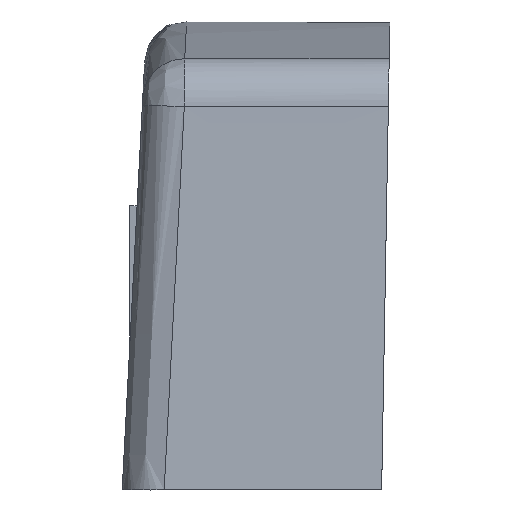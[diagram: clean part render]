
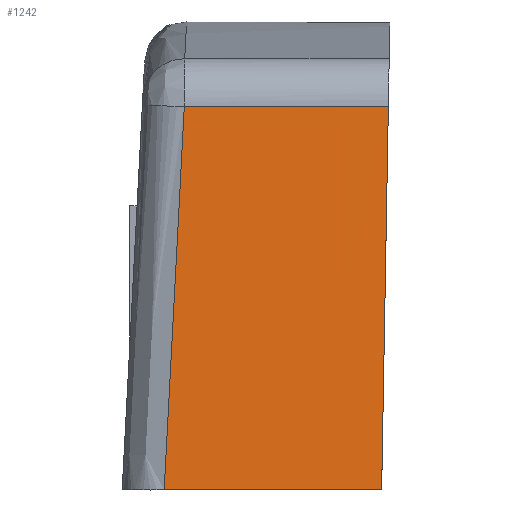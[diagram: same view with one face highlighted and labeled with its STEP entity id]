
A CAD part, front view. The second image highlights one B-rep face of the part: STEP entity #1242.
In plain terms, the highlighted face is a extrusion surface.
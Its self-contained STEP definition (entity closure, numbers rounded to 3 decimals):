
#1=CARTESIAN_POINT('',(-146.471,-20.018,-2.213));
#170=CARTESIAN_POINT('',(-141.303,-20.018,-2.213));
#171=CARTESIAN_POINT('',(-141.285,-19.965,
-1.184));
#172=CARTESIAN_POINT('',(-141.249,-19.849,
0.862));
#173=CARTESIAN_POINT('',(-141.195,-19.668,3.963));
#174=CARTESIAN_POINT('',(-141.16,-19.559,5.93));
#175=CARTESIAN_POINT('',(-141.143,-19.51,6.898));
#177=CARTESIAN_POINT('',(-141.143,-19.51,6.898));
#434=CARTESIAN_POINT('',(-145.993,-19.51,6.898));
#435=CARTESIAN_POINT('',(-146.033,-19.549,6.137));
#436=CARTESIAN_POINT('',(-146.112,-19.631,4.63));
#437=CARTESIAN_POINT('',(-146.225,-19.755,2.476));
#438=CARTESIAN_POINT('',(-146.342,-19.884,
0.245));
#439=CARTESIAN_POINT('',(-146.427,-19.975,
-1.376));
#440=CARTESIAN_POINT('',(-146.471,-20.018,
-2.213));
#442=DIRECTION('',(1.,0.,0.));
#443=VECTOR('',#442,4.85);
#444=CARTESIAN_POINT('',(-145.993,-19.51,6.898));
#445=LINE('',#444,#443);
#446=DIRECTION('',(-1.,0.,0.));
#447=VECTOR('',#446,5.168);
#448=CARTESIAN_POINT('',(-141.303,-20.018,-2.213));
#449=LINE('',#448,#447);
#502=VERTEX_POINT('',#1);
#505=VERTEX_POINT('',#434);
#570=VERTEX_POINT('',#177);
#575=VERTEX_POINT('',#170);
#1223=CARTESIAN_POINT('',(-147.835,-20.023,-2.304));
#1224=CARTESIAN_POINT('',(-147.835,-20.022,-2.274));
#1225=CARTESIAN_POINT('',(-147.835,-19.944,-0.79));
#1226=CARTESIAN_POINT('',(-147.835,-19.774,2.145));
#1227=CARTESIAN_POINT('',(-147.835,-19.599,5.182));
#1228=CARTESIAN_POINT('',(-147.835,-19.515,6.797));
#1229=CARTESIAN_POINT('',(-147.835,-19.506,6.959));
#1230=CARTESIAN_POINT('',(-147.835,-19.505,6.989));
#1232=DIRECTION('',(1.,0.,0.));
#1233=VECTOR('',#1232,1.);
#1234=SURFACE_OF_LINEAR_EXTRUSION('',#1231,#1233);
#1235=ORIENTED_EDGE('',*,*,#702,.F.);
#1237=ORIENTED_EDGE('',*,*,#1236,.T.);
#1238=ORIENTED_EDGE('',*,*,#816,.F.);
#1239=ORIENTED_EDGE('',*,*,#627,.T.);
#1240=EDGE_LOOP('',(#1235,#1237,#1238,#1239));
#1241=FACE_OUTER_BOUND('',#1240,.F.);
#1242=ADVANCED_FACE('',(#1241),#1234,.F.);
#176=B_SPLINE_CURVE_WITH_KNOTS('',3,(#170,#171,#172,#173,#174,#175),
.UNSPECIFIED.,.F.,.F.,(4,1,1,4),(0.,0.333,0.667,1.),
.UNSPECIFIED.);
#441=B_SPLINE_CURVE_WITH_KNOTS('',3,(#434,#435,#436,#437,#438,#439,#440),
.UNSPECIFIED.,.F.,.F.,(4,1,1,1,4),(0.,0.25,0.5,0.75,1.),
.UNSPECIFIED.);
#627=EDGE_CURVE('',#575,#502,#449,.T.);
#702=EDGE_CURVE('',#505,#502,#441,.T.);
#816=EDGE_CURVE('',#575,#570,#176,.T.);
#1231=B_SPLINE_CURVE_WITH_KNOTS('',3,(#1223,#1224,#1225,#1226,#1227,#1228,#1229,
#1230),.UNSPECIFIED.,.F.,.F.,(4,1,1,1,1,4),(0.,0.01,
0.479,0.948,0.99,1.),.UNSPECIFIED.);
#1236=EDGE_CURVE('',#505,#570,#445,.T.);
